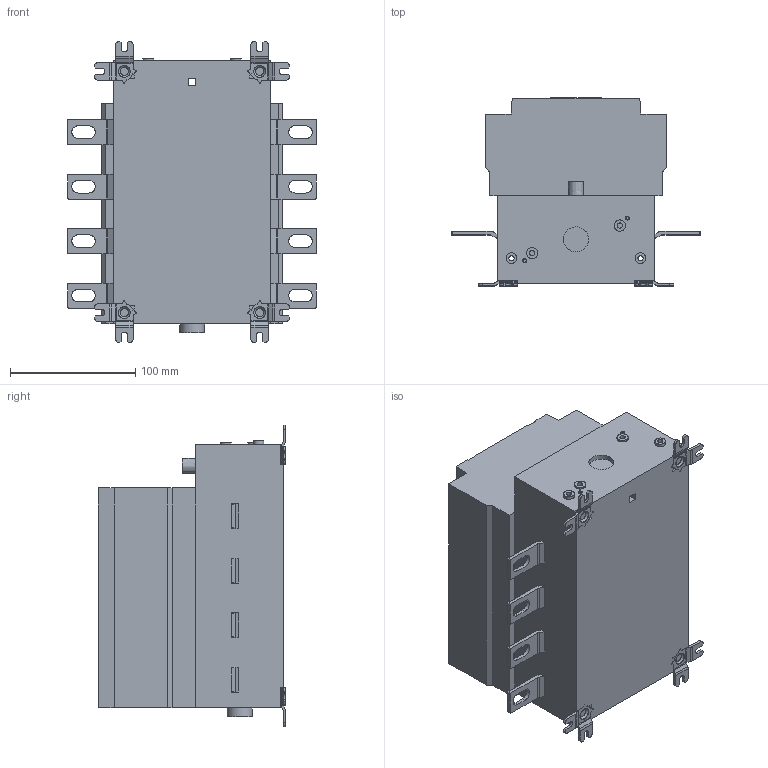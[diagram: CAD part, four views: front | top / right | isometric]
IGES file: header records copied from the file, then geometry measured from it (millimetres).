
Global section: file name: os200d04-palikka.igs; preprocessor: I-DEAS 3D IGES Translator 9; date: 20040109.090612; units: millimetre
Bounding box: 198.55 x 150.04 x 240.6 mm (x, y, z)
Volume: 3719812.3 mm3; surface area: 180401.3 mm2
Topology: 1 solids, 1 shells, 481 faces, 1296 edges, 854 vertices
Faces by surface type: bspline 481
